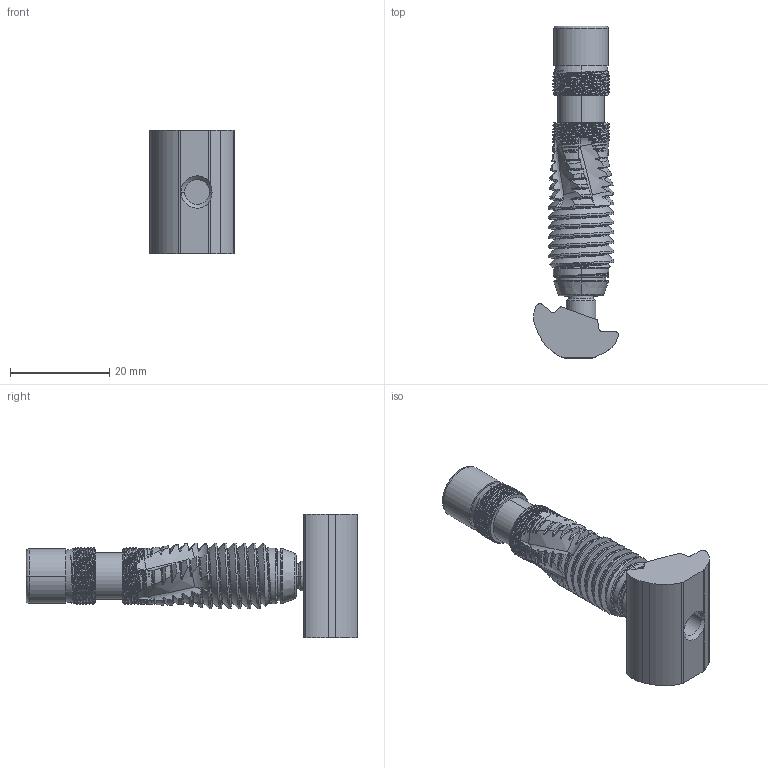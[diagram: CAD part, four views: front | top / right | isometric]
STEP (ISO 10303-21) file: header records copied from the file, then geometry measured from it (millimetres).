
FILE_DESCRIPTION (( 'STEP AP214' ), '1' );
FILE_NAME ('40-6 Std Threaded Insert - 20° Angle Kit(40CTI-0410-001-03).step', '2023-07-31T15:14:30', ( '' ), ( '' ), 'SwSTEP 2.0', 'SolidWorks 2020', '' );
FILE_SCHEMA (( 'AUTOMOTIVE_DESIGN' ));
Length unit declared in the file: millimetre
Products named in the file (1): 40-6 Std Threaded Insert - 20° Angle Kit(40CTI-0410-001-03)
Bounding box: 17.1 x 67 x 25 mm (x, y, z)
Volume: 7737.2 mm3; surface area: 6317.5 mm2
Topology: 3 solids, 3 shells, 486 faces, 1360 edges, 889 vertices
Faces by surface type: bspline 222, cylinder 127, plane 61, cone 55, torus 21
Entity records: 258149 total; most frequent: CARTESIAN_POINT 243949, ORIENTED_EDGE 2720, EDGE_CURVE 1360, DIRECTION 1040, VERTEX_POINT 889, B_SPLINE_CURVE_WITH_KNOTS 689, EDGE_LOOP 499, FACE_OUTER_BOUND 486
